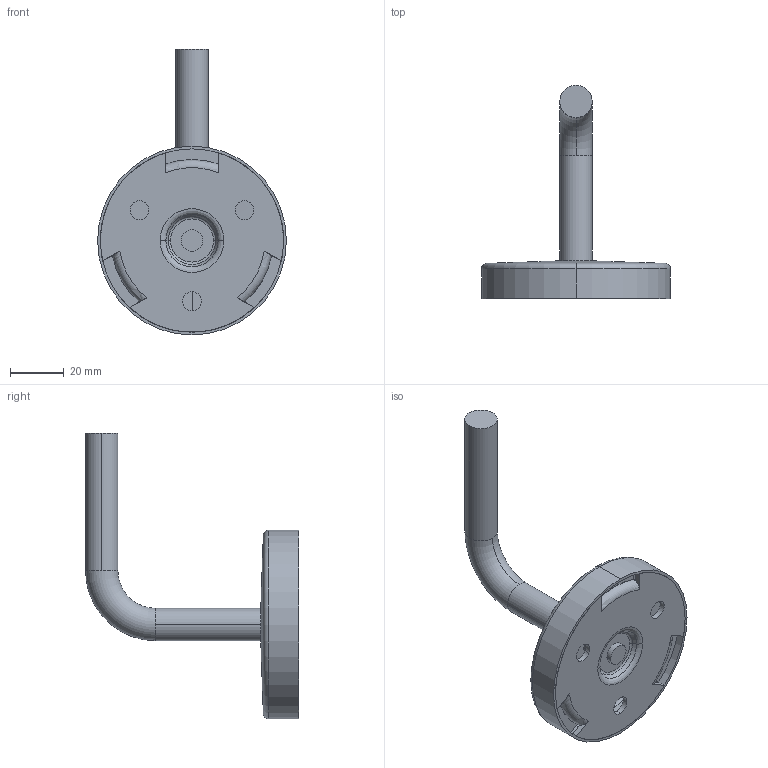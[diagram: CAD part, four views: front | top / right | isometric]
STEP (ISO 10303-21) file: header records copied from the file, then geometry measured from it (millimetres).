
FILE_DESCRIPTION (( 'STEP AP203' ), '1' );
FILE_NAME ('A_0110-000-Z.STEP', '2023-07-12T11:20:19', ( '' ), ( '' ), 'SwSTEP 2.0', 'SolidWorks 2019', '' );
FILE_SCHEMA (( 'CONFIG_CONTROL_DESIGN' ));
Length unit declared in the file: millimetre
Products named in the file (4): A_0110-000-Z; A_0110-000-Z.P3; A_0110-000-Z.P1; A_0110-000-Z.P2
Assembly tree (3 placements, depth 2):
  A_0110-000-Z
    A_0110-000-Z.P1
    A_0110-000-Z.P2
    A_0110-000-Z.P3
Bounding box: 70 x 79 x 106 mm (x, y, z)
Volume: 28455.8 mm3; surface area: 25970.2 mm2
Topology: 3 solids, 3 shells, 99 faces, 223 edges, 132 vertices
Faces by surface type: cylinder 27, torus 26, plane 26, bspline 12, cone 8
Entity records: 3757 total; most frequent: CARTESIAN_POINT 1168, DIRECTION 471, ORIENTED_EDGE 446, EDGE_CURVE 223, AXIS2_PLACEMENT_3D 203, VERTEX_POINT 132, EDGE_LOOP 111, CIRCLE 110
